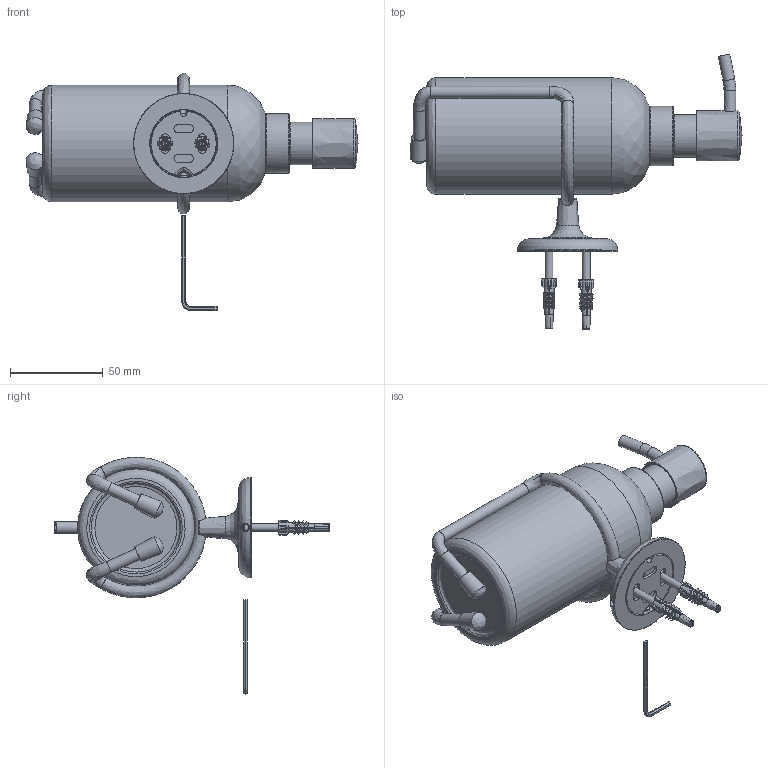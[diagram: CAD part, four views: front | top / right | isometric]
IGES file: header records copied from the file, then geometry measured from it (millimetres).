
Global section: file name: N1047; native system: Autodesk Inventor 2018; preprocessor: unknown; author: mstonelake; date: 20190128.115729; units: millimetre
Bounding box: 178.98 x 148.67 x 128.01 mm (x, y, z)
Volume: 132836 mm3; surface area: 81979.3 mm2
Topology: 13 solids, 13 shells, 655 faces, 1928 edges, 1291 vertices
Faces by surface type: bspline 655
